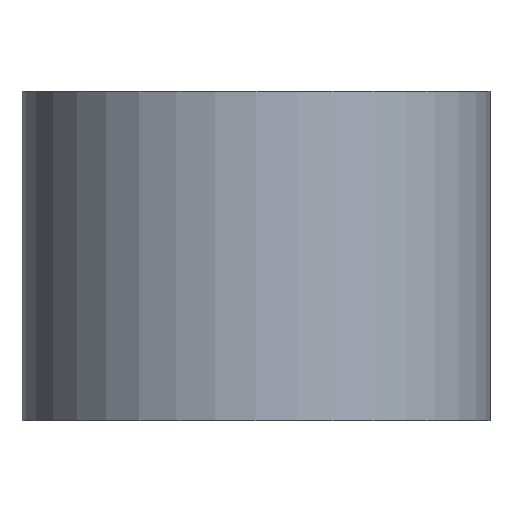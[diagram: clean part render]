
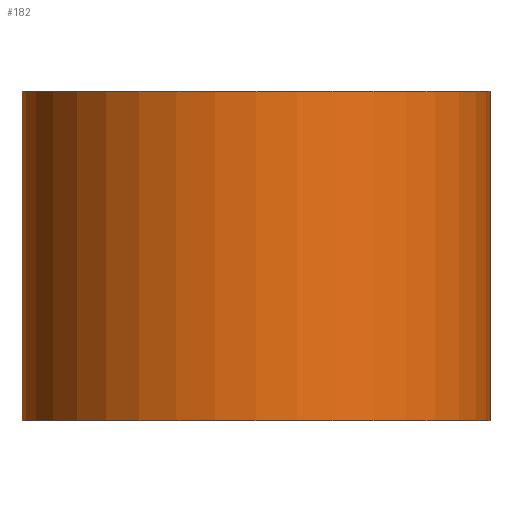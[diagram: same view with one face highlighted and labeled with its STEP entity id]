
A CAD part, front view. The second image highlights one B-rep face of the part: STEP entity #182.
In plain terms, the highlighted cylindrical face has radius 6.1 mm (diameter 12.2 mm), a full revolution.
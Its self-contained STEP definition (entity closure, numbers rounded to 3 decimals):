
#22=LINE('',#887,#24);
#24=VECTOR('',#225,6.1);
#26=CYLINDRICAL_SURFACE('',#204,6.1);
#32=CIRCLE('',#203,6.1);
#33=CIRCLE('',#205,6.1);
#34=CIRCLE('',#206,6.1);
#44=FACE_OUTER_BOUND('',#57,.T.);
#57=EDGE_LOOP('',(#157,#158,#159,#160,#161));
#86=VERTEX_POINT('',#283);
#93=VERTEX_POINT('',#886);
#94=VERTEX_POINT('',#888);
#104=EDGE_CURVE('',#86,#86,#32,.T.);
#117=EDGE_CURVE('',#86,#93,#22,.T.);
#118=EDGE_CURVE('',#93,#94,#33,.T.);
#119=EDGE_CURVE('',#94,#93,#34,.T.);
#157=ORIENTED_EDGE('',*,*,#104,.F.);
#158=ORIENTED_EDGE('',*,*,#117,.T.);
#159=ORIENTED_EDGE('',*,*,#118,.T.);
#160=ORIENTED_EDGE('',*,*,#119,.T.);
#161=ORIENTED_EDGE('',*,*,#117,.F.);
#182=ADVANCED_FACE('',(#44),#26,.T.);
#203=AXIS2_PLACEMENT_3D('',#284,#221,#222);
#204=AXIS2_PLACEMENT_3D('',#885,#223,#224);
#205=AXIS2_PLACEMENT_3D('',#889,#226,#227);
#206=AXIS2_PLACEMENT_3D('',#890,#228,#229);
#221=DIRECTION('center_axis',(0.,0.,
1.));
#222=DIRECTION('ref_axis',(1.,0.,0.));
#223=DIRECTION('center_axis',(0.,0.,1.));
#224=DIRECTION('ref_axis',(1.,0.,0.));
#225=DIRECTION('',(0.,0.,-1.));
#226=DIRECTION('center_axis',(0.,0.,
1.));
#227=DIRECTION('ref_axis',(1.,0.,0.));
#228=DIRECTION('center_axis',(0.,0.,
1.));
#229=DIRECTION('ref_axis',(1.,0.,0.));
#283=CARTESIAN_POINT('',(-6.1,4.,89.1));
#284=CARTESIAN_POINT('Origin',(0.,4.,89.1));
#885=CARTESIAN_POINT('Origin',(0.,4.,80.5));
#886=CARTESIAN_POINT('',(-6.1,4.,80.5));
#887=CARTESIAN_POINT('',(-6.1,4.,80.5));
#888=CARTESIAN_POINT('',(0.,-2.1,80.5));
#889=CARTESIAN_POINT('Origin',(0.,4.,80.5));
#890=CARTESIAN_POINT('Origin',(0.,4.,80.5));
